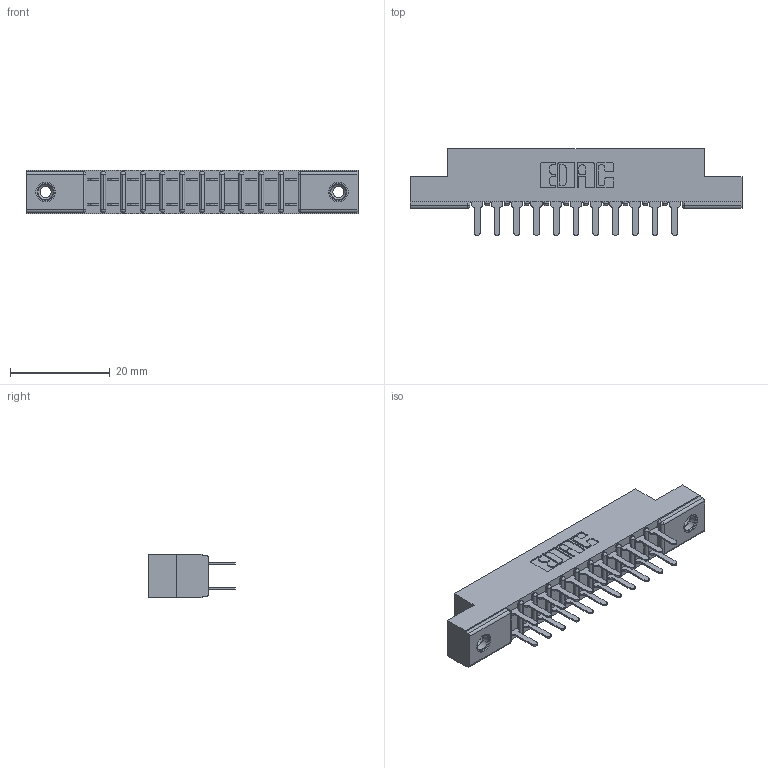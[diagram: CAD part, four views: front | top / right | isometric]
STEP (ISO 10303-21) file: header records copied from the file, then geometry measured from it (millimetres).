
FILE_DESCRIPTION (( 'STEP AP203' ), '1' );
FILE_NAME ('307-022-520-208.STEP', '2019-09-05T21:11:25', ( '' ), ( '' ), 'SwSTEP 2.0', 'SolidWorks 2016', '' );
FILE_SCHEMA (( 'CONFIG_CONTROL_DESIGN' ));
Length unit declared in the file: inch
Products named in the file (4): 307 Part_.156 Dia Mounting Holes; 307-290-001_520; 307-022-520-208; 345-250-001_345-250-003-102
Assembly tree (25 placements, depth 2):
  307-022-520-208
    307 Part_.156 Dia Mounting Holes
    307-290-001_520  x22
    345-250-001_345-250-003-102  x2
Bounding box: 66.6 x 17.42 x 8.71 mm (x, y, z)
Volume: 4367.1 mm3; surface area: 7221.8 mm2
Topology: 25 solids, 25 shells, 1202 faces, 3319 edges, 2142 vertices
Faces by surface type: plane 784, cylinder 378, sphere 24, cone 12, torus 4
Entity records: 14757 total; most frequent: CARTESIAN_POINT 2406, DIRECTION 2379, ORIENTED_EDGE 2374, EDGE_CURVE 1187, VECTOR 897, LINE 897, VERTEX_POINT 768, AXIS2_PLACEMENT_3D 741
